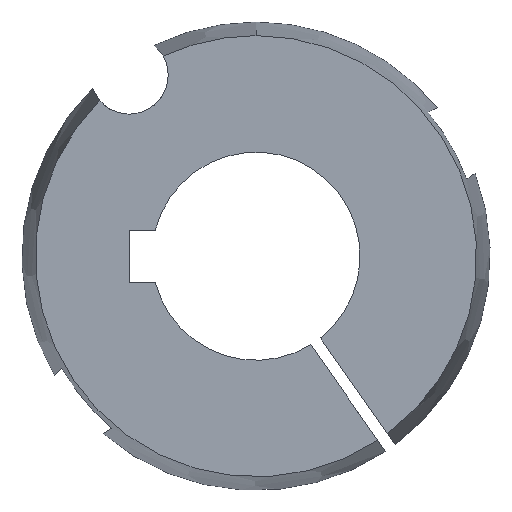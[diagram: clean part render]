
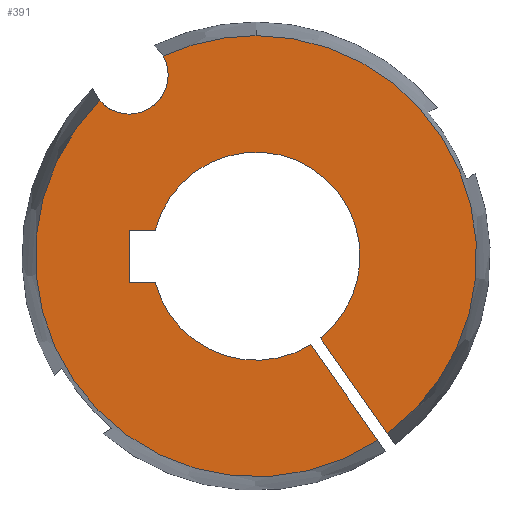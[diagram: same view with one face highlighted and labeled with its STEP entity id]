
A CAD part, left-side view. The second image highlights one B-rep face of the part: STEP entity #391.
In plain terms, the highlighted planar face has unit normal (-1, 0, 0).
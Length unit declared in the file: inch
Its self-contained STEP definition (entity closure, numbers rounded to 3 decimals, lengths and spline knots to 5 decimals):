
#1 = CARTESIAN_POINT ( 'NONE',  ( -1., 0.60942, 0.87035 ) ) ;
#2 = EDGE_CURVE ( 'NONE', #640, #250, #174, .T. ) ;
#12 = AXIS2_PLACEMENT_3D ( 'NONE', #333, #330, #329 ) ;
#16 = EDGE_CURVE ( 'NONE', #744, #404, #187, .T. ) ;
#19 = CARTESIAN_POINT ( 'NONE',  ( -1., 0.60912, -0.125 ) ) ;
#20 = CARTESIAN_POINT ( 'NONE',  ( -1., 0.75128, 0.74774 ) ) ;
#21 = DIRECTION ( 'NONE',  ( 0., 0., -1. ) ) ;
#31 = DIRECTION ( 'NONE',  ( -1., 0., 0. ) ) ;
#36 = CARTESIAN_POINT ( 'NONE',  ( -1., 0., 0. ) ) ;
#47 = CIRCLE ( 'NONE', #12, 1.05997 ) ;
#54 = CARTESIAN_POINT ( 'NONE',  ( -1., 0., 0. ) ) ;
#67 = AXIS2_PLACEMENT_3D ( 'NONE', #690, #301, #761 ) ;
#71 = CARTESIAN_POINT ( 'NONE',  ( -1., 0., 1.05997 ) ) ;
#74 = CARTESIAN_POINT ( 'NONE',  ( -1., 0.60912, -0.125 ) ) ;
#76 = DIRECTION ( 'NONE',  ( 0., 0.574, 0.819 ) ) ;
#77 = CIRCLE ( 'NONE', #764, 1.05997 ) ;
#85 = LINE ( 'NONE', #305, #267 ) ;
#86 = LINE ( 'NONE', #19, #92 ) ;
#89 = DIRECTION ( 'NONE',  ( 1., 0., 0. ) ) ;
#92 = VECTOR ( 'NONE', #311, 39.37008 ) ;
#96 = AXIS2_PLACEMENT_3D ( 'NONE', #1, #89, #525 ) ;
#97 = EDGE_CURVE ( 'NONE', #230, #404, #86, .T. ) ;
#113 = EDGE_CURVE ( 'NONE', #609, #257, #77, .T. ) ;
#119 = DIRECTION ( 'NONE',  ( 0., 0., -1. ) ) ;
#170 = EDGE_CURVE ( 'NONE', #250, #689, #47, .T. ) ;
#174 = CIRCLE ( 'NONE', #357, 1.05997 ) ;
#185 = EDGE_CURVE ( 'NONE', #189, #230, #85, .T. ) ;
#186 = PLANE ( 'NONE',  #507 ) ;
#187 = CIRCLE ( 'NONE', #399, 0.5 ) ;
#189 = VERTEX_POINT ( 'NONE', #314 ) ;
#230 = VERTEX_POINT ( 'NONE', #74 ) ;
#236 = CARTESIAN_POINT ( 'NONE',  ( -1., 0.60942, 0.68285 ) ) ;
#244 = EDGE_CURVE ( 'NONE', #380, #640, #334, .T. ) ;
#250 = VERTEX_POINT ( 'NONE', #71 ) ;
#251 = DIRECTION ( 'NONE',  ( 0., 0., -1. ) ) ;
#253 = DIRECTION ( 'NONE',  ( 0., -1., 0. ) ) ;
#257 = VERTEX_POINT ( 'NONE', #543 ) ;
#267 = VECTOR ( 'NONE', #277, 39.37008 ) ;
#277 = DIRECTION ( 'NONE',  ( 0., 0., -1. ) ) ;
#283 = EDGE_CURVE ( 'NONE', #290, #609, #630, .T. ) ;
#289 = CIRCLE ( 'NONE', #346, 0.5 ) ;
#290 = VERTEX_POINT ( 'NONE', #236 ) ;
#291 = DIRECTION ( 'NONE',  ( 0., -0.574, -0.819 ) ) ;
#301 = DIRECTION ( 'NONE',  ( 1., 0., 0. ) ) ;
#305 = CARTESIAN_POINT ( 'NONE',  ( -1., 0.60912, 0.125 ) ) ;
#311 = DIRECTION ( 'NONE',  ( 0., -1., 0. ) ) ;
#314 = CARTESIAN_POINT ( 'NONE',  ( -1., 0.60912, 0.125 ) ) ;
#316 = CARTESIAN_POINT ( 'NONE',  ( -1., 0.48412, -0.125 ) ) ;
#324 = CARTESIAN_POINT ( 'NONE',  ( -1., -0.62203, -0.93739 ) ) ;
#326 = ORIENTED_EDGE ( 'NONE', *, *, #113, .T. ) ;
#329 = DIRECTION ( 'NONE',  ( 0., 0., -1. ) ) ;
#330 = DIRECTION ( 'NONE',  ( -1., 0., 0. ) ) ;
#333 = CARTESIAN_POINT ( 'NONE',  ( -1., 0., 0. ) ) ;
#334 = LINE ( 'NONE', #616, #692 ) ;
#346 = AXIS2_PLACEMENT_3D ( 'NONE', #54, #482, #119 ) ;
#347 = EDGE_CURVE ( 'NONE', #466, #380, #289, .T. ) ;
#357 = AXIS2_PLACEMENT_3D ( 'NONE', #36, #31, #21 ) ;
#368 = ORIENTED_EDGE ( 'NONE', *, *, #2, .T. ) ;
#377 = ORIENTED_EDGE ( 'NONE', *, *, #347, .T. ) ;
#380 = VERTEX_POINT ( 'NONE', #427 ) ;
#391 = ADVANCED_FACE ( 'NONE', ( #448 ), #186, .F. ) ;
#399 = AXIS2_PLACEMENT_3D ( 'NONE', #733, #710, #715 ) ;
#400 = EDGE_CURVE ( 'NONE', #189, #466, #534, .T. ) ;
#403 = ORIENTED_EDGE ( 'NONE', *, *, #97, .F. ) ;
#404 = VERTEX_POINT ( 'NONE', #316 ) ;
#405 = CARTESIAN_POINT ( 'NONE',  ( -1., 0.44569, 0.96171 ) ) ;
#427 = CARTESIAN_POINT ( 'NONE',  ( -1., -0.30937, -0.3928 ) ) ;
#448 = FACE_OUTER_BOUND ( 'NONE', #570, .T. ) ;
#453 = CIRCLE ( 'NONE', #67, 0.1875 ) ;
#455 = ORIENTED_EDGE ( 'NONE', *, *, #562, .T. ) ;
#463 = CARTESIAN_POINT ( 'NONE',  ( -1., -0.2633, -0.42506 ) ) ;
#466 = VERTEX_POINT ( 'NONE', #716 ) ;
#482 = DIRECTION ( 'NONE',  ( 1., 0., 0. ) ) ;
#507 = AXIS2_PLACEMENT_3D ( 'NONE', #632, #633, #251 ) ;
#514 = ORIENTED_EDGE ( 'NONE', *, *, #170, .T. ) ;
#525 = DIRECTION ( 'NONE',  ( 0., 0., -1. ) ) ;
#534 = LINE ( 'NONE', #635, #572 ) ;
#539 = ORIENTED_EDGE ( 'NONE', *, *, #244, .T. ) ;
#543 = CARTESIAN_POINT ( 'NONE',  ( -1., -0.58472, -0.8841 ) ) ;
#562 = EDGE_CURVE ( 'NONE', #257, #744, #813, .T. ) ;
#570 = EDGE_LOOP ( 'NONE', ( #368, #514, #818, #669, #326, #455, #756, #403, #617, #738, #377, #539 ) ) ;
#572 = VECTOR ( 'NONE', #253, 39.37008 ) ;
#597 = CARTESIAN_POINT ( 'NONE',  ( -1., -0.6308, -0.85184 ) ) ;
#609 = VERTEX_POINT ( 'NONE', #20 ) ;
#616 = CARTESIAN_POINT ( 'NONE',  ( -1., 0.05319, 0.125 ) ) ;
#617 = ORIENTED_EDGE ( 'NONE', *, *, #185, .F. ) ;
#630 = CIRCLE ( 'NONE', #96, 0.1875 ) ;
#632 = CARTESIAN_POINT ( 'NONE',  ( -1., 0., 0. ) ) ;
#633 = DIRECTION ( 'NONE',  ( 1., 0., 0. ) ) ;
#635 = CARTESIAN_POINT ( 'NONE',  ( -1., 0.48412, 0.125 ) ) ;
#640 = VERTEX_POINT ( 'NONE', #597 ) ;
#669 = ORIENTED_EDGE ( 'NONE', *, *, #283, .T. ) ;
#689 = VERTEX_POINT ( 'NONE', #405 ) ;
#690 = CARTESIAN_POINT ( 'NONE',  ( -1., 0.60942, 0.87035 ) ) ;
#692 = VECTOR ( 'NONE', #291, 39.37008 ) ;
#710 = DIRECTION ( 'NONE',  ( 1., 0., 0. ) ) ;
#715 = DIRECTION ( 'NONE',  ( 0., 0., -1. ) ) ;
#716 = CARTESIAN_POINT ( 'NONE',  ( -1., 0.48412, 0.125 ) ) ;
#727 = DIRECTION ( 'NONE',  ( 0., 0., -1. ) ) ;
#733 = CARTESIAN_POINT ( 'NONE',  ( -1., 0., 0. ) ) ;
#738 = ORIENTED_EDGE ( 'NONE', *, *, #400, .T. ) ;
#744 = VERTEX_POINT ( 'NONE', #463 ) ;
#756 = ORIENTED_EDGE ( 'NONE', *, *, #16, .T. ) ;
#761 = DIRECTION ( 'NONE',  ( 0., 0., -1. ) ) ;
#763 = DIRECTION ( 'NONE',  ( -1., 0., 0. ) ) ;
#764 = AXIS2_PLACEMENT_3D ( 'NONE', #766, #763, #727 ) ;
#766 = CARTESIAN_POINT ( 'NONE',  ( -1., 0., 0. ) ) ;
#785 = VECTOR ( 'NONE', #76, 39.37008 ) ;
#813 = LINE ( 'NONE', #324, #785 ) ;
#815 = EDGE_CURVE ( 'NONE', #689, #290, #453, .T. ) ;
#818 = ORIENTED_EDGE ( 'NONE', *, *, #815, .T. ) ;
